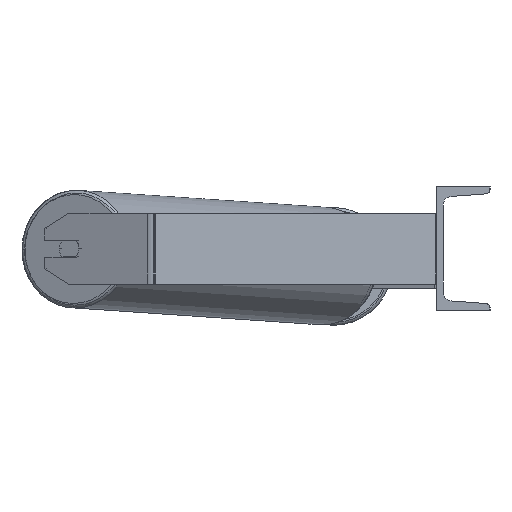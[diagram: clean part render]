
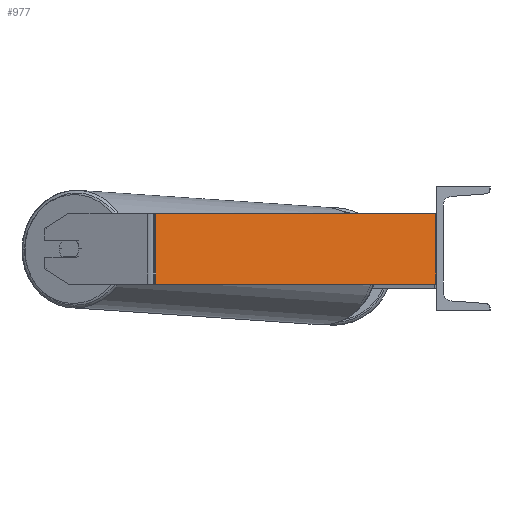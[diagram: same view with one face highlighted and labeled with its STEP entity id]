
A CAD part, left-side view. The second image highlights one B-rep face of the part: STEP entity #977.
In plain terms, the highlighted planar face has unit normal (-0.985, -0.174, 0).
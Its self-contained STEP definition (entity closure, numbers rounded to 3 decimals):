
#211 = PLANE ( 'NONE',  #8890 ) ;
#354 = DIRECTION ( 'NONE',  ( 0., 0., -1. ) ) ;
#498 = VERTEX_POINT ( 'NONE', #6785 ) ;
#501 = CARTESIAN_POINT ( 'NONE',  ( -1041.859, 322.465, -40. ) ) ;
#595 = DIRECTION ( 'NONE',  ( 0., 0., -1. ) ) ;
#646 = LINE ( 'NONE', #4904, #4704 ) ;
#886 = DIRECTION ( 'NONE',  ( 0.985, 0.174, 0. ) ) ;
#977 = ADVANCED_FACE ( 'NONE', ( #2158 ), #211, .F. ) ;
#1079 = CARTESIAN_POINT ( 'NONE',  ( -1040.983, 317.497, 40. ) ) ;
#1084 = ORIENTED_EDGE ( 'NONE', *, *, #1485, .F. ) ;
#1300 = ORIENTED_EDGE ( 'NONE', *, *, #5052, .F. ) ;
#1317 = VECTOR ( 'NONE', #354, 1000. ) ;
#1479 = LINE ( 'NONE', #6296, #2287 ) ;
#1485 = EDGE_CURVE ( 'NONE', #2047, #6823, #1479, .T. ) ;
#1603 = CARTESIAN_POINT ( 'NONE',  ( -1040.983, 317.497, 40. ) ) ;
#1996 = CARTESIAN_POINT ( 'NONE',  ( -985., 0., 40. ) ) ;
#2047 = VERTEX_POINT ( 'NONE', #1603 ) ;
#2158 = FACE_OUTER_BOUND ( 'NONE', #6780, .T. ) ;
#2287 = VECTOR ( 'NONE', #4882, 1000. ) ;
#2660 = DIRECTION ( 'NONE',  ( 0.174, -0.985, 0. ) ) ;
#3170 = ORIENTED_EDGE ( 'NONE', *, *, #3173, .T. ) ;
#3173 = EDGE_CURVE ( 'NONE', #498, #4663, #6842, .T. ) ;
#3796 = DIRECTION ( 'NONE',  ( -0.174, 0.985, 0. ) ) ;
#4357 = VECTOR ( 'NONE', #2660, 1000. ) ;
#4539 = CARTESIAN_POINT ( 'NONE',  ( -1041.859, 322.465, 40. ) ) ;
#4663 = VERTEX_POINT ( 'NONE', #7117 ) ;
#4704 = VECTOR ( 'NONE', #595, 1000. ) ;
#4822 = ORIENTED_EDGE ( 'NONE', *, *, #5249, .T. ) ;
#4882 = DIRECTION ( 'NONE',  ( 0.174, -0.985, 0. ) ) ;
#4904 = CARTESIAN_POINT ( 'NONE',  ( -985., 0., 40. ) ) ;
#5052 = EDGE_CURVE ( 'NONE', #6823, #4663, #646, .T. ) ;
#5249 = EDGE_CURVE ( 'NONE', #2047, #498, #5262, .T. ) ;
#5262 = LINE ( 'NONE', #1079, #1317 ) ;
#6296 = CARTESIAN_POINT ( 'NONE',  ( -1041.859, 322.465, 40. ) ) ;
#6780 = EDGE_LOOP ( 'NONE', ( #3170, #1300, #1084, #4822 ) ) ;
#6785 = CARTESIAN_POINT ( 'NONE',  ( -1040.983, 317.497, -40. ) ) ;
#6823 = VERTEX_POINT ( 'NONE', #1996 ) ;
#6842 = LINE ( 'NONE', #501, #4357 ) ;
#7117 = CARTESIAN_POINT ( 'NONE',  ( -985., 0., -40. ) ) ;
#8890 = AXIS2_PLACEMENT_3D ( 'NONE', #4539, #886, #3796 ) ;
